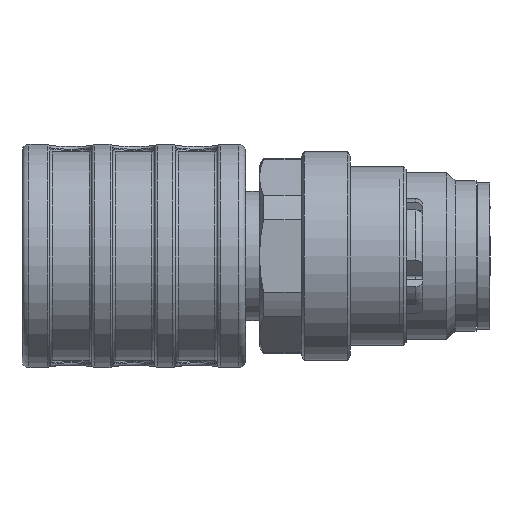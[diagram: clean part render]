
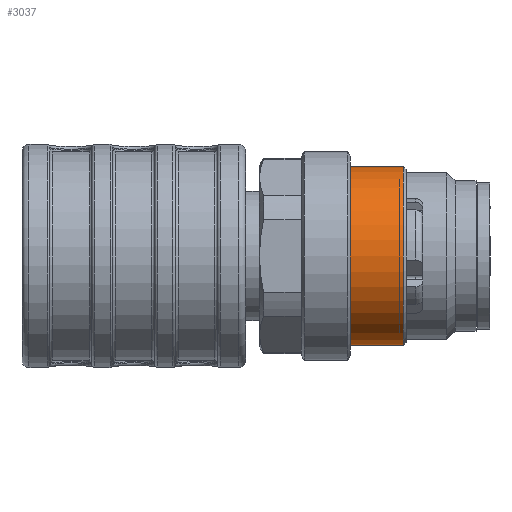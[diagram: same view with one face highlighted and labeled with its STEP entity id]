
A CAD part, front view. The second image highlights one B-rep face of the part: STEP entity #3037.
In plain terms, the highlighted cylindrical face has radius 6.4 mm (diameter 12.8 mm), a full revolution.
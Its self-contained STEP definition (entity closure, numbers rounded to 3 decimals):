
#3037=ADVANCED_FACE('',(#3792,#3793),#3560,.T.);
#3560=CYLINDRICAL_SURFACE('',#11134,6.4);
#3792=FACE_BOUND('',#4138,.T.);
#3793=FACE_BOUND('',#4139,.T.);
#4138=EDGE_LOOP('',(#5640));
#4139=EDGE_LOOP('',(#5641));
#5640=ORIENTED_EDGE('',*,*,#9197,.T.);
#5641=ORIENTED_EDGE('',*,*,#9198,.T.);
#8051=VERTEX_POINT('',#16658);
#8052=VERTEX_POINT('',#16661);
#9197=EDGE_CURVE('',#8051,#8051,#10397,.T.);
#9198=EDGE_CURVE('',#8052,#8052,#10398,.T.);
#10397=CIRCLE('',#11131,6.4);
#10398=CIRCLE('',#11133,6.4);
#11131=AXIS2_PLACEMENT_3D('',#16657,#12910,#12911);
#11133=AXIS2_PLACEMENT_3D('',#16660,#12914,#12915);
#11134=AXIS2_PLACEMENT_3D('',#16662,#12916,#12917);
#12910=DIRECTION('',(-1.,0.,0.));
#12911=DIRECTION('',(0.,0.866,-0.5));
#12914=DIRECTION('',(1.,0.,0.));
#12915=DIRECTION('',(0.,-0.5,-0.866));
#12916=DIRECTION('',(1.,0.,0.));
#12917=DIRECTION('',(0.,0.5,0.866));
#16657=CARTESIAN_POINT('',(62.896,-47.504,14.404));
#16658=CARTESIAN_POINT('',(62.896,-41.961,11.204));
#16660=CARTESIAN_POINT('',(59.096,-47.504,14.404));
#16661=CARTESIAN_POINT('',(59.096,-50.704,8.862));
#16662=CARTESIAN_POINT('',(63.096,-47.504,14.404));
